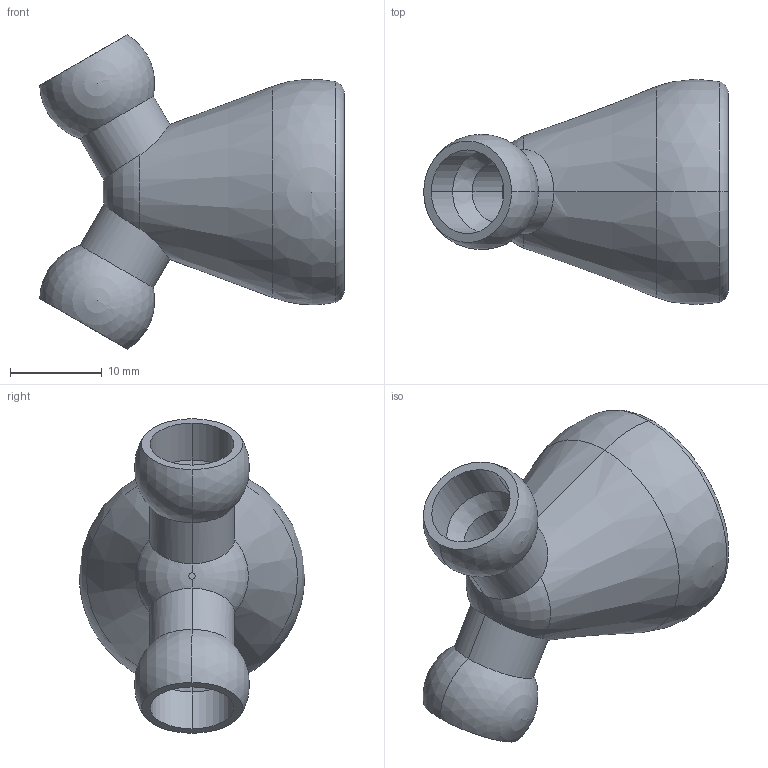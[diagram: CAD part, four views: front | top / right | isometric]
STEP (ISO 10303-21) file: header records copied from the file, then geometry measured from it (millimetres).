
FILE_DESCRIPTION (( 'STEP AP203' ), '1' );
FILE_NAME ('1-2 To 1-4 Y Reducer.STEP', '2005-02-04T23:51:44', ( 'mark lockwood' ), ( 'lockwood products inc.' ), 'SwSTEP 2.0', 'SolidWorks 2004146', '' );
FILE_SCHEMA (( 'CONFIG_CONTROL_DESIGN' ));
Length unit declared in the file: inch
Products named in the file (1): 1-2 To 1-4 Y Reducer
Bounding box: 33.28 x 24.64 x 34.36 mm (x, y, z)
Volume: 3414.5 mm3; surface area: 4325.8 mm2
Topology: 1 solids, 1 shells, 48 faces, 132 edges, 79 vertices
Faces by surface type: cylinder 14, cone 10, sphere 10, torus 8, plane 6
Entity records: 1661 total; most frequent: CARTESIAN_POINT 480, DIRECTION 252, ORIENTED_EDGE 224, AXIS2_PLACEMENT_3D 115, EDGE_CURVE 112, VERTEX_POINT 67, CIRCLE 66, EDGE_LOOP 53
